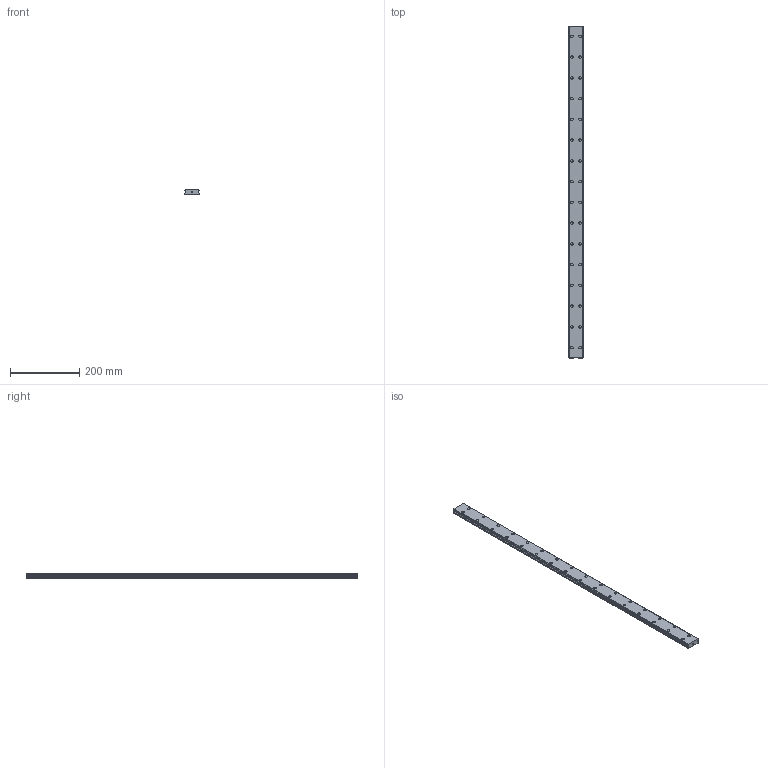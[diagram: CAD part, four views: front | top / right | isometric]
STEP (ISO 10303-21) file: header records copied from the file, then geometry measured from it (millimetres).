
FILE_DESCRIPTION(('STEP AP214'),'1');
FILE_NAME('cctmp_343F8D32-7AD3-4E12-96E3-20FB3710AC81_2021_03_05_14_57_23_0979..stp','2021-03-05T13:57:24',('HIWIN GmbH'),('CADClick - www.CADClick.com'),'Spatial InterOp 3D',' ','unknown authorization');
FILE_SCHEMA(('AUTOMOTIVE_DESIGN'));
Length unit declared in the file: millimetre
Products named in the file (1): WER27R960H_FILE
Bounding box: 42 x 960 x 15 mm (x, y, z)
Volume: 558774.8 mm3; surface area: 121563.9 mm2
Topology: 1 solids, 1 shells, 391 faces, 867 edges, 578 vertices
Faces by surface type: cylinder 210, plane 181
Entity records: 14133 total; most frequent: DIRECTION 2071, CARTESIAN_POINT 1837, ORIENTED_EDGE 1734, EDGE_CURVE 867, AXIS2_PLACEMENT_3D 812, VERTEX_POINT 578, EDGE_LOOP 491, LINE 447
